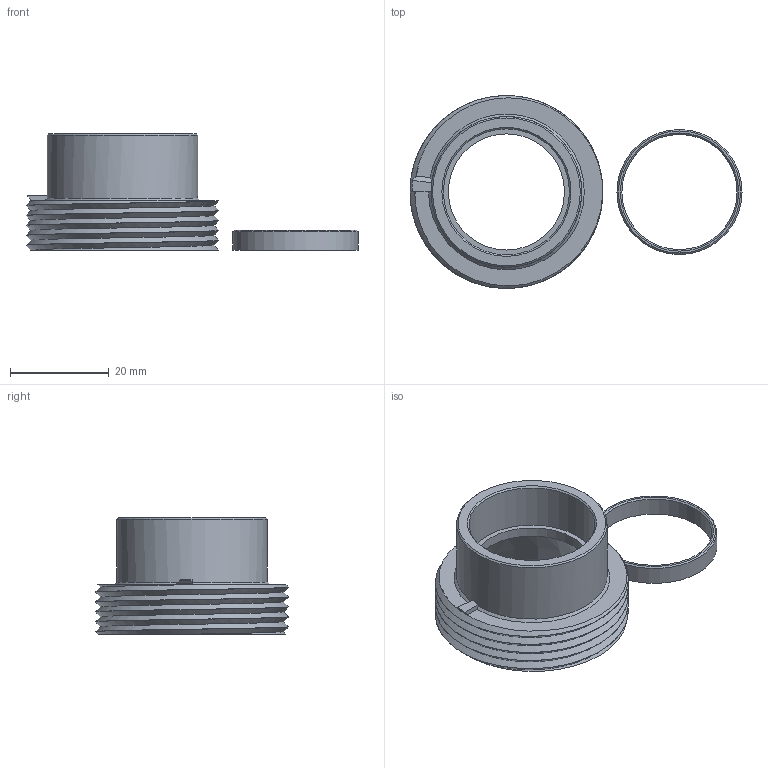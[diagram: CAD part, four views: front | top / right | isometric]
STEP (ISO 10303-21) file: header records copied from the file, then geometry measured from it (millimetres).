
FILE_DESCRIPTION(/* description */ ('STEP AP242','CAx-IF Rec.Pracs.---Representation and Presentation of Product Manufacturing Information (PMI)---4.0---2014-10-13','CAx-IF Rec.Pracs.---3D Tessellated Geometry---0.4---2014-09-14','2;1'),/* implementation_level */ '2;1');
FILE_NAME(/* name */ '66cb038931a8110e995e09cc',/* time_stamp */ '2024-08-25T10:12:26Z',/* author */ (''),/* organization */ (''),/* preprocessor_version */ 'ST-DEVELOPER v20',/* originating_system */ ' ',/* authorisation */ ' ');
FILE_SCHEMA (('AP242_MANAGED_MODEL_BASED_3D_ENGINEERING_MIM_LF { 1 0 10303 442 1 1 4 }'));
Length unit declared in the file: metre
Products named in the file (2): Part 2; Part 1
Bounding box: 67.15 x 39 x 23.5 mm (x, y, z)
Volume: 8082.8 mm3; surface area: 6693.3 mm2
Topology: 2 solids, 2 shells, 26 faces, 55 edges, 35 vertices
Faces by surface type: plane 9, cylinder 8, cone 7, bspline 2
Full cylindrical faces by diameter (mm): 23.3 x1, 23.5 x1, 25.3 x1, 25.5 x1, 30.5 x1
Entity records: 1317 total; most frequent: CARTESIAN_POINT 750, DIRECTION 113, ORIENTED_EDGE 88, AXIS2_PLACEMENT_3D 52, EDGE_CURVE 44, EDGE_LOOP 42, FACE_BOUND 42, VERTEX_POINT 34
